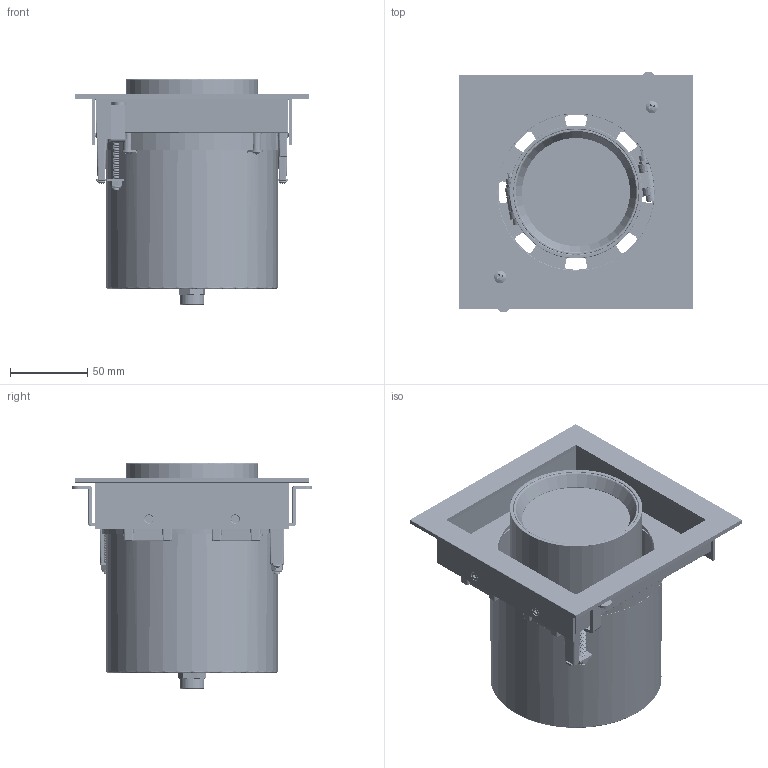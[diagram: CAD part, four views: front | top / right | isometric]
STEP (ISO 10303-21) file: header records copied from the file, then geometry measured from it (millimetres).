
FILE_DESCRIPTION (( 'STEP AP203' ), '1' );
FILE_NAME ('GL7117-1.STEP', '2025-12-19T08:01:44', ( 'Windows User' ), ( 'P R C' ), 'SwSTEP 2.0', 'SolidWorks 2016', '' );
FILE_SCHEMA (( 'CONFIG_CONTROL_DESIGN' ));
Length unit declared in the file: millimetre
Products named in the file (31): SD922俋遠; cross recessed countersunk head screws gb1_GB_CROSS_SCREWS_TYPE4 M3X8-6.35  H type-S; SD911ヶ遠; SD905嘐隅え; cross recessed pan head screws gb_GB_CROSS_SCREWS_TYPE1 M3X6-6  H type-S; SD921蛌雄旋; SD915俋遺; M3X8麥芛囀鞠褒蹟佪; SL-075F; plain washer normal grade a_iso_Washer ISO 7089 - 4; prevailing torque type style 1 gb_GB_HEXAGON_TYPE9 M4-N; socket head cap screw_is_IS 2269 - M4 x 30-S; CRH1820-HD-A-V1-20140227; cross recessed pan head screws gb_GB_CROSS_SCREWS_TYPE1 M4X35-35  H type-S; SD921嘐隅旋; M10菜え; M3X6蹟佪; 揤盄啣; SD911腑芛3B; SD905盓殤; socket head cap screw_is_IS 2269 - M3 x 8-S; 砦雄璃; SD922腑芠; M4蹟譫; SD921蟀諉旋A; SD921蟀諉旋B; GL7117-1; 1816嫖埭; cross recessed countersunk head screws gb2_GB_CROSS_SCREWS_TYPE10 M2.5X6-4.5-H1-S; prevailing torque type 2 gb_GB_HEXAGON_LOCK_TYPE10 M10-S; M10挴奪
Assembly tree (51 placements, depth 2):
  GL7117-1
    SD915俋遺
    SD911ヶ遠
    SD905嘐隅え  x2
    SD922腑芠
    SD911腑芛3B
    SD922俋遠
    SD921蟀諉旋A
    SD921蛌雄旋
    SD921蟀諉旋B
    SD921嘐隅旋
    1816嫖埭
    CRH1820-HD-A-V1-20140227
    SL-075F
    SD905盓殤  x2
    cross recessed countersunk head screws gb2_GB_CROSS_SCREWS_TYPE10 M2.5X6-4.5-H1-S  x2
    cross recessed pan head screws gb_GB_CROSS_SCREWS_TYPE1 M4X35-35  H type-S  x2
    M4蹟譫  x2
    M3X6蹟佪  x6
    砦雄璃
    M10挴奪
    M10菜え
    cross recessed countersunk head screws gb1_GB_CROSS_SCREWS_TYPE4 M3X8-6.35  H type-S  x2
    prevailing torque type style 1 gb_GB_HEXAGON_TYPE9 M4-N  x2
    socket head cap screw_is_IS 2269 - M3 x 8-S  x2
    socket head cap screw_is_IS 2269 - M4 x 30-S  x2
    prevailing torque type 2 gb_GB_HEXAGON_LOCK_TYPE10 M10-S
    plain washer normal grade a_iso_Washer ISO 7089 - 4  x4
    揤盄啣
    cross recessed pan head screws gb_GB_CROSS_SCREWS_TYPE1 M3X6-6  H type-S  x2
    M3X8麥芛囀鞠褒蹟佪  x4
Bounding box: 152 x 155.75 x 145.8 mm (x, y, z)
Volume: 392951.7 mm3; surface area: 353809.6 mm2
Topology: 51 solids, 51 shells, 5249 faces, 12745 edges, 7601 vertices
Faces by surface type: cylinder 1813, cone 1733, plane 990, bspline 713
Entity records: 171376 total; most frequent: CARTESIAN_POINT 88440, ORIENTED_EDGE 17522, DIRECTION 15513, EDGE_CURVE 8761, AXIS2_PLACEMENT_3D 5867, VERTEX_POINT 5313, LINE 3779, VECTOR 3779
